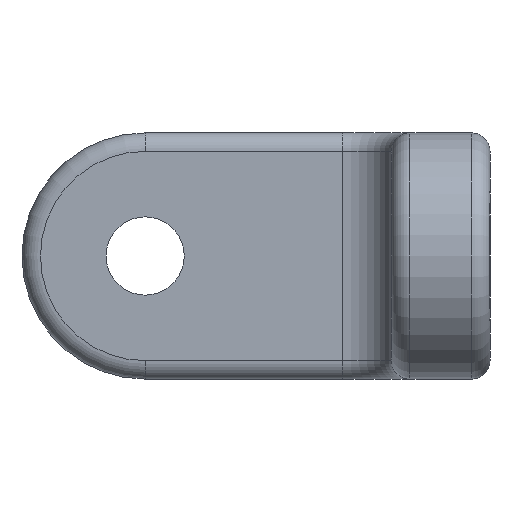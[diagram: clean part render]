
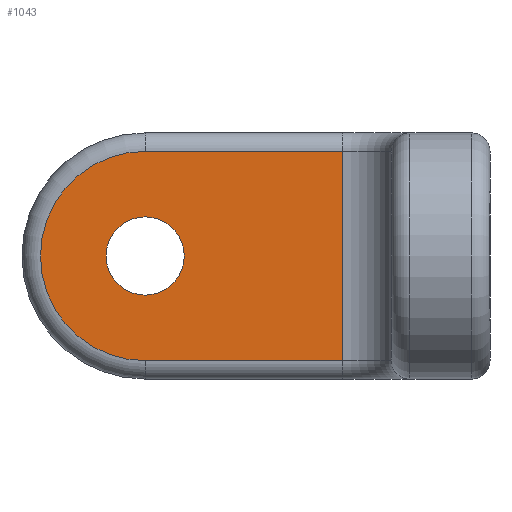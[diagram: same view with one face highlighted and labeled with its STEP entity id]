
A CAD part, left-side view. The second image highlights one B-rep face of the part: STEP entity #1043.
In plain terms, the highlighted planar face has unit normal (-1, 0, 0).
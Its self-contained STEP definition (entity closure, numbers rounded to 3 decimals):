
#145=CARTESIAN_POINT('',(-25.,20.,0.));
#146=DIRECTION('',(1.,0.,0.));
#147=DIRECTION('',(0.,0.,-1.));
#148=AXIS2_PLACEMENT_3D('',#145,#146,#147);
#150=CARTESIAN_POINT('',(-25.,20.,0.));
#151=DIRECTION('',(1.,0.,0.));
#152=DIRECTION('',(0.,0.,1.));
#153=AXIS2_PLACEMENT_3D('',#150,#151,#152);
#155=DIRECTION('',(0.,-1.,0.));
#156=VECTOR('',#155,16.);
#157=CARTESIAN_POINT('',(-25.,20.,-8.5));
#158=LINE('',#157,#156);
#159=CARTESIAN_POINT('',(-25.,20.,0.));
#160=DIRECTION('',(-1.,0.,0.));
#161=DIRECTION('',(0.,0.,1.));
#162=AXIS2_PLACEMENT_3D('',#159,#160,#161);
#164=DIRECTION('',(0.,1.,0.));
#165=VECTOR('',#164,16.);
#166=CARTESIAN_POINT('',(-25.,4.,8.5));
#167=LINE('',#166,#165);
#168=DIRECTION('',(0.,0.,-1.));
#169=VECTOR('',#168,17.);
#170=CARTESIAN_POINT('',(-25.,4.,8.5));
#171=LINE('',#170,#169);
#698=CARTESIAN_POINT('',(-25.,20.,-3.175));
#699=CARTESIAN_POINT('',(-25.,20.,3.175));
#700=VERTEX_POINT('',#698);
#701=VERTEX_POINT('',#699);
#774=CARTESIAN_POINT('',(-25.,20.,-8.5));
#775=CARTESIAN_POINT('',(-25.,4.,-8.5));
#776=VERTEX_POINT('',#774);
#777=VERTEX_POINT('',#775);
#798=CARTESIAN_POINT('',(-25.,4.,8.5));
#799=VERTEX_POINT('',#798);
#802=CARTESIAN_POINT('',(-25.,20.,8.5));
#803=VERTEX_POINT('',#802);
#1024=CARTESIAN_POINT('',(-25.,30.,-10.));
#1025=DIRECTION('',(-1.,0.,0.));
#1026=DIRECTION('',(0.,-1.,0.));
#1027=AXIS2_PLACEMENT_3D('',#1024,#1025,#1026);
#1028=PLANE('',#1027);
#1030=ORIENTED_EDGE('',*,*,#1029,.F.);
#1032=ORIENTED_EDGE('',*,*,#1031,.F.);
#1034=ORIENTED_EDGE('',*,*,#1033,.F.);
#1036=ORIENTED_EDGE('',*,*,#1035,.T.);
#1037=EDGE_LOOP('',(#1030,#1032,#1034,#1036));
#1038=FACE_OUTER_BOUND('',#1037,.F.);
#1039=ORIENTED_EDGE('',*,*,#955,.F.);
#1040=ORIENTED_EDGE('',*,*,#1005,.F.);
#1041=EDGE_LOOP('',(#1039,#1040));
#1042=FACE_BOUND('',#1041,.F.);
#1043=ADVANCED_FACE('',(#1038,#1042),#1028,.T.);
#149=CIRCLE('',#148,3.175);
#154=CIRCLE('',#153,3.175);
#163=CIRCLE('',#162,8.5);
#955=EDGE_CURVE('',#700,#701,#149,.T.);
#1005=EDGE_CURVE('',#701,#700,#154,.T.);
#1029=EDGE_CURVE('',#776,#777,#158,.T.);
#1031=EDGE_CURVE('',#803,#776,#163,.T.);
#1033=EDGE_CURVE('',#799,#803,#167,.T.);
#1035=EDGE_CURVE('',#799,#777,#171,.T.);
